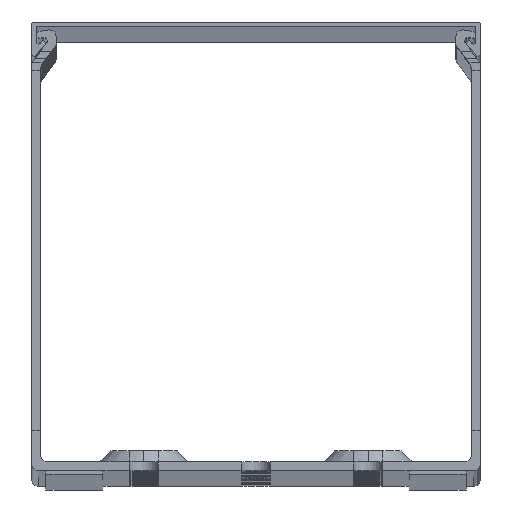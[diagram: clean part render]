
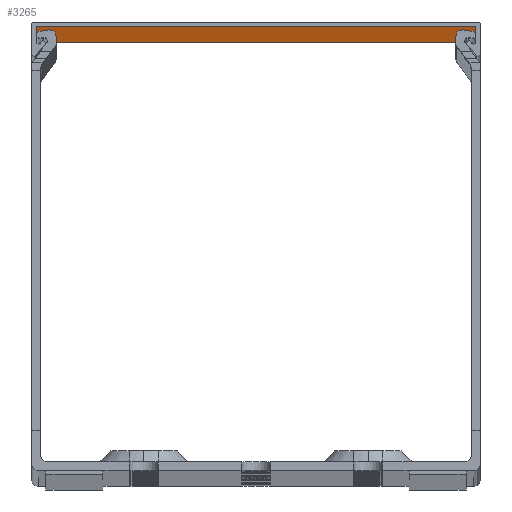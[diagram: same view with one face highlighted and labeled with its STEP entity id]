
A CAD part, top view. The second image highlights one B-rep face of the part: STEP entity #3265.
In plain terms, the highlighted planar face has unit normal (0, -1, 0).
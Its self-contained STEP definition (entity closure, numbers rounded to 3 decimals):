
#1947 = VERTEX_POINT ( 'NONE', #11769 ) ;
#3265 = ADVANCED_FACE ( 'NONE', ( #5439 ), #4374, .F. ) ;
#4374 = PLANE ( 'NONE',  #27996 ) ;
#5439 = FACE_OUTER_BOUND ( 'NONE', #21874, .T. ) ;
#5634 = CARTESIAN_POINT ( 'NONE',  ( -49., 99., 1000. ) ) ;
#9973 = EDGE_CURVE ( 'NONE', #1947, #48151, #44285, .T. ) ;
#11769 = CARTESIAN_POINT ( 'NONE',  ( 49., 99., 1000. ) ) ;
#16029 = ORIENTED_EDGE ( 'NONE', *, *, #23927, .T. ) ;
#16577 = DIRECTION ( 'NONE',  ( 0., 1., 0. ) ) ;
#21719 = EDGE_CURVE ( 'NONE', #25318, #43483, #38427, .T. ) ;
#21874 = EDGE_LOOP ( 'NONE', ( #40934, #26638, #49659, #16029 ) ) ;
#21975 = DIRECTION ( 'NONE',  ( 0., 0., 1. ) ) ;
#21993 = LINE ( 'NONE', #38236, #28899 ) ;
#23715 = DIRECTION ( 'NONE',  ( 0., 0., -1. ) ) ;
#23927 = EDGE_CURVE ( 'NONE', #43483, #48151, #21993, .T. ) ;
#25318 = VERTEX_POINT ( 'NONE', #40383 ) ;
#26638 = ORIENTED_EDGE ( 'NONE', *, *, #39619, .T. ) ;
#27996 = AXIS2_PLACEMENT_3D ( 'NONE', #41488, #16577, #21975 ) ;
#28753 = VECTOR ( 'NONE', #51151, 1000. ) ;
#28899 = VECTOR ( 'NONE', #29843, 1000. ) ;
#29843 = DIRECTION ( 'NONE',  ( 1., 0., 0. ) ) ;
#35439 = LINE ( 'NONE', #5634, #28753 ) ;
#38236 = CARTESIAN_POINT ( 'NONE',  ( -49., 99., -1000. ) ) ;
#38427 = LINE ( 'NONE', #42227, #38565 ) ;
#38565 = VECTOR ( 'NONE', #46032, 1000. ) ;
#39619 = EDGE_CURVE ( 'NONE', #1947, #25318, #35439, .T. ) ;
#40383 = CARTESIAN_POINT ( 'NONE',  ( -49., 99., 1000. ) ) ;
#40934 = ORIENTED_EDGE ( 'NONE', *, *, #9973, .F. ) ;
#41488 = CARTESIAN_POINT ( 'NONE',  ( -49., 99., 1100.352 ) ) ;
#41544 = CARTESIAN_POINT ( 'NONE',  ( 49., 99., -1000. ) ) ;
#42227 = CARTESIAN_POINT ( 'NONE',  ( -49., 99., 1100.352 ) ) ;
#42469 = CARTESIAN_POINT ( 'NONE',  ( -49., 99., -1000. ) ) ;
#43483 = VERTEX_POINT ( 'NONE', #42469 ) ;
#44285 = LINE ( 'NONE', #52415, #45887 ) ;
#45887 = VECTOR ( 'NONE', #23715, 1000. ) ;
#46032 = DIRECTION ( 'NONE',  ( 0., 0., -1. ) ) ;
#48151 = VERTEX_POINT ( 'NONE', #41544 ) ;
#49659 = ORIENTED_EDGE ( 'NONE', *, *, #21719, .T. ) ;
#51151 = DIRECTION ( 'NONE',  ( -1., 0., 0. ) ) ;
#52415 = CARTESIAN_POINT ( 'NONE',  ( 49., 99., 1100.352 ) ) ;
